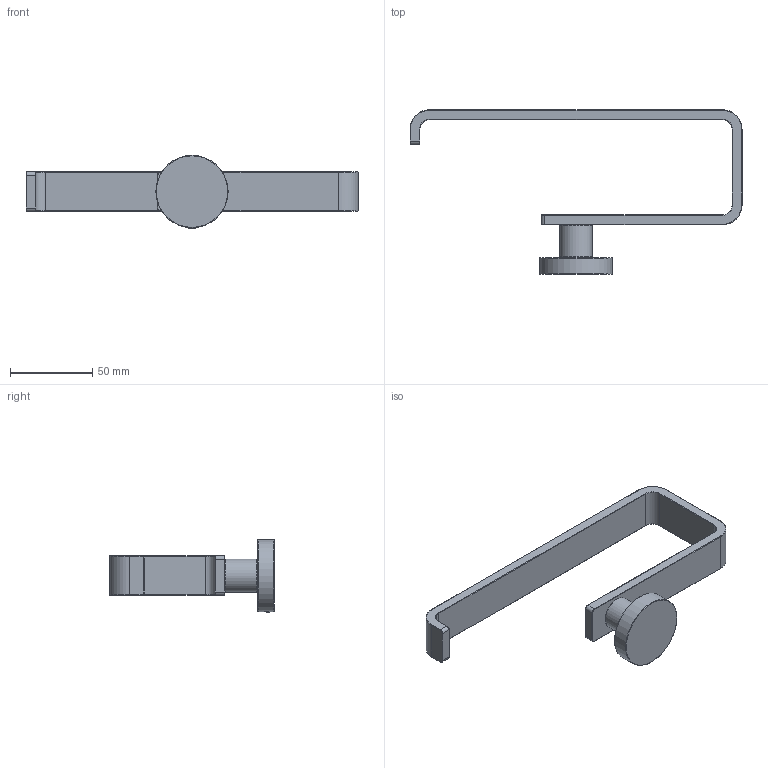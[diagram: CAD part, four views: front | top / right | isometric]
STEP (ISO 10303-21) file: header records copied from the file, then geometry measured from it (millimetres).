
FILE_DESCRIPTION(/* description */ (''),/* implementation_level */ '2;1');
FILE_NAME(/* name */ 'PX7 3D.stp',/* time_stamp */ '2017-08-22T15:56:28-04:00',/* author */ ('simono'),/* organization */ (''),/* preprocessor_version */ 'ST-DEVELOPER v15.6',/* originating_system */ 'Autodesk Inventor 2015',/* authorisation */ '');
FILE_SCHEMA (('AUTOMOTIVE_DESIGN { 1 0 10303 214 3 1 1 }'));
Length unit declared in the file: millimetre
Products named in the file (1): PX7 3D
Bounding box: 202 x 100 x 44.51 mm (x, y, z)
Volume: 76946 mm3; surface area: 28246.7 mm2
Topology: 1 solids, 1 shells, 75 faces, 166 edges, 96 vertices
Faces by surface type: cylinder 32, torus 24, plane 15, bspline 3, cone 1
Full cylindrical faces by diameter (mm): 20 x1, 44 x1
Entity records: 2278 total; most frequent: CARTESIAN_POINT 498, DIRECTION 386, ORIENTED_EDGE 320, AXIS2_PLACEMENT_3D 163, EDGE_CURVE 160, VERTEX_POINT 96, CIRCLE 89, EDGE_LOOP 84
